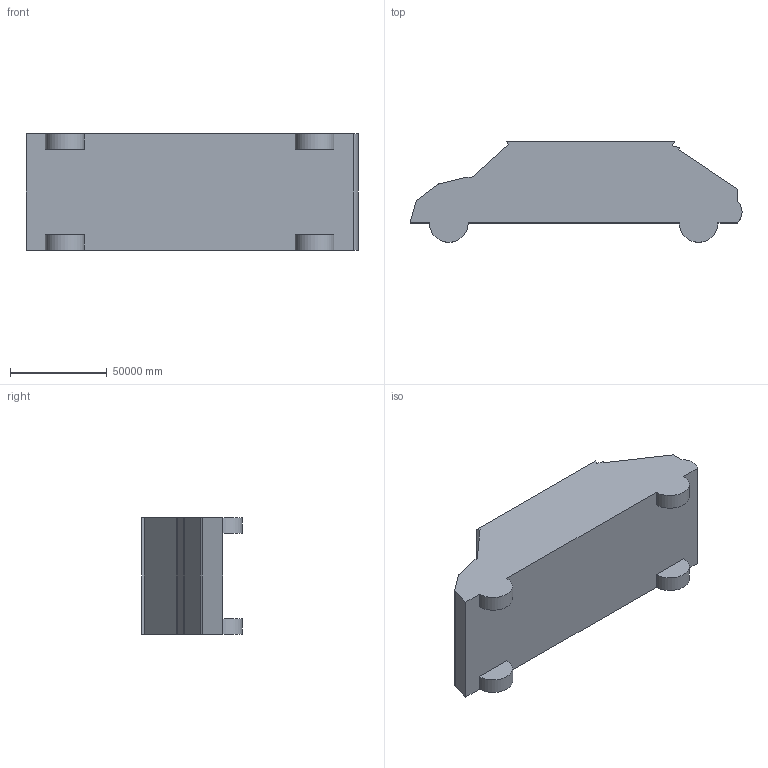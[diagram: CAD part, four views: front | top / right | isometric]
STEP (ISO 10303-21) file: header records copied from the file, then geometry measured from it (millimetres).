
FILE_DESCRIPTION((''),'2;1');
FILE_NAME('CAR','2025-06-01T20:06:34',('AKSHAY J'),(''),'CREO PARAMETRIC BY PTC INC, 2024063','CREO PARAMETRIC BY PTC INC, 2024063','');
FILE_SCHEMA(('CONFIG_CONTROL_DESIGN'));
Length unit declared in the file: metre
Products named in the file (1): CAR
Bounding box: 171203.63 x 51877.75 x 60000 mm (x, y, z)
Volume: 346967638881355.2 mm3; surface area: 36422190456.8 mm2
Topology: 1 solids, 1 shells, 28 faces, 78 edges, 52 vertices
Faces by surface type: plane 19, cylinder 9
Entity records: 938 total; most frequent: CARTESIAN_POINT 158, ORIENTED_EDGE 156, DIRECTION 152, EDGE_CURVE 78, VECTOR 60, LINE 60, VERTEX_POINT 52, AXIS2_PLACEMENT_3D 46
